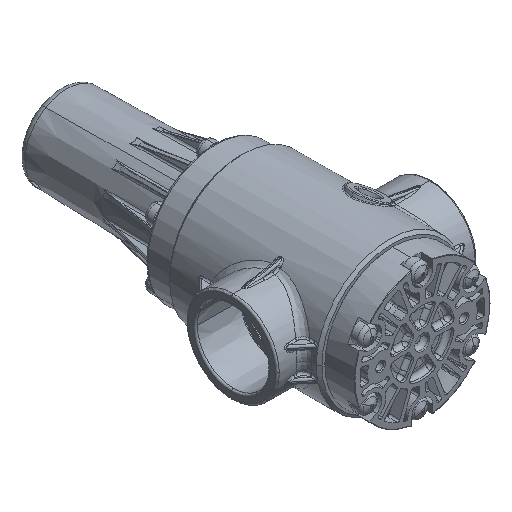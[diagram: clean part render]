
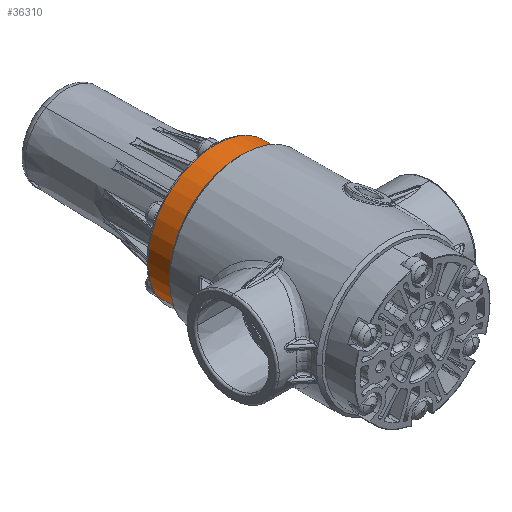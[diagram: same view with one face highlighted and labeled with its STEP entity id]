
A CAD part, isometric view. The second image highlights one B-rep face of the part: STEP entity #36310.
In plain terms, the highlighted cylindrical face has radius 56.769 mm (diameter 113.538 mm), a partial arc.
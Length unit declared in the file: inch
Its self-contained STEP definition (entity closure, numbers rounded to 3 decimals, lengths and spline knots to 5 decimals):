
#27450=DIRECTION('',(0.,-1.,0.));
#27451=VECTOR('',#27450,0.743);
#27452=CARTESIAN_POINT('',(1.79114,6.726,-4.66148));
#27453=LINE('',#27452,#27451);
#27768=CARTESIAN_POINT('',(3.72671,6.726,-3.54398));
#27769=DIRECTION('',(0.,-1.,0.));
#27770=DIRECTION('',(0.866,0.,0.5));
#27771=AXIS2_PLACEMENT_3D('',#27768,#27769,#27770);
#27773=CARTESIAN_POINT('',(3.72671,6.726,-3.54398));
#27774=DIRECTION('',(0.,-1.,0.));
#27775=DIRECTION('',(0.863,0.,0.505));
#27776=AXIS2_PLACEMENT_3D('',#27773,#27774,#27775);
#27783=DIRECTION('',(0.,-1.,0.));
#27784=VECTOR('',#27783,0.743);
#27785=CARTESIAN_POINT('',(5.66228,6.726,-2.42648));
#27786=LINE('',#27785,#27784);
#27787=CARTESIAN_POINT('',(3.72671,5.983,-3.54398));
#27788=DIRECTION('',(0.,-1.,0.));
#27789=DIRECTION('',(0.866,0.,0.5));
#27790=AXIS2_PLACEMENT_3D('',#27787,#27788,#27789);
#34198=CARTESIAN_POINT('',(5.66228,5.983,-2.42648));
#34199=CARTESIAN_POINT('',(1.79114,5.983,-4.66148));
#34200=VERTEX_POINT('',#34198);
#34201=VERTEX_POINT('',#34199);
#34203=CARTESIAN_POINT('',(5.66228,6.726,-2.42648));
#34205=VERTEX_POINT('',#34203);
#34206=CARTESIAN_POINT('',(1.79114,6.726,-4.66148));
#34207=VERTEX_POINT('',#34206);
#34340=CARTESIAN_POINT('',(5.65552,6.726,-2.41486));
#34341=VERTEX_POINT('',#34340);
#36297=CARTESIAN_POINT('',(3.72671,5.838,-3.54398));
#36298=DIRECTION('',(0.,1.,0.));
#36299=DIRECTION('',(0.866,0.,0.5));
#36300=AXIS2_PLACEMENT_3D('',#36297,#36298,#36299);
#36301=CYLINDRICAL_SURFACE('',#36300,2.235);
#36302=ORIENTED_EDGE('',*,*,#36291,.F.);
#36303=ORIENTED_EDGE('',*,*,#36289,.F.);
#36304=ORIENTED_EDGE('',*,*,#36106,.T.);
#36306=ORIENTED_EDGE('',*,*,#36305,.T.);
#36307=ORIENTED_EDGE('',*,*,#36102,.F.);
#36308=EDGE_LOOP('',(#36302,#36303,#36304,#36306,#36307));
#36309=FACE_OUTER_BOUND('',#36308,.F.);
#36310=ADVANCED_FACE('',(#36309),#36301,.T.);
#27772=CIRCLE('',#27771,2.235);
#27777=CIRCLE('',#27776,2.235);
#27791=CIRCLE('',#27790,2.235);
#36102=EDGE_CURVE('',#34207,#34201,#27453,.T.);
#36106=EDGE_CURVE('',#34205,#34200,#27786,.T.);
#36289=EDGE_CURVE('',#34205,#34341,#27772,.T.);
#36291=EDGE_CURVE('',#34341,#34207,#27777,.T.);
#36305=EDGE_CURVE('',#34200,#34201,#27791,.T.);
